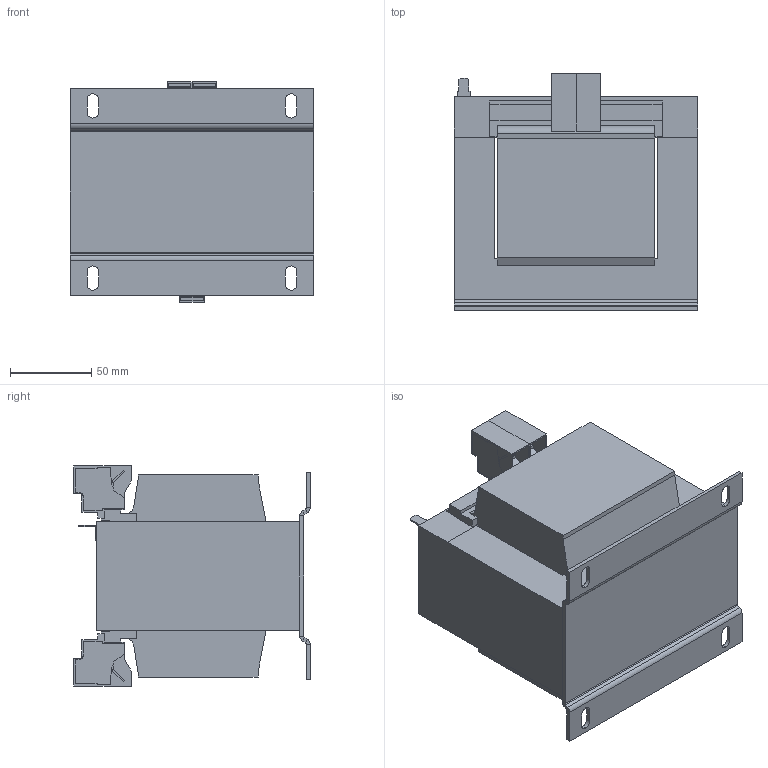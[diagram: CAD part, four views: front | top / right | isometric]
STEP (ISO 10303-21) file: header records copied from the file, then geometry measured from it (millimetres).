
FILE_DESCRIPTION (( 'STEP AP214' ), '1' );
FILE_NAME ('189454.STEP', '2023-08-15T09:05:22', ( '' ), ( '' ), 'SwSTEP 2.0', 'SolidWorks 2018', '' );
FILE_SCHEMA (( 'AUTOMOTIVE_DESIGN' ));
Length unit declared in the file: millimetre
Products named in the file (1): 189454
Bounding box: 150 x 145.57 x 135.9 mm (x, y, z)
Volume: 1772379.9 mm3; surface area: 171229.8 mm2
Topology: 1 solids, 1 shells, 318 faces, 952 edges, 636 vertices
Faces by surface type: plane 272, cylinder 46
Entity records: 10650 total; most frequent: CARTESIAN_POINT 1907, ORIENTED_EDGE 1904, DIRECTION 1682, EDGE_CURVE 952, VECTOR 860, LINE 860, VERTEX_POINT 636, AXIS2_PLACEMENT_3D 411
